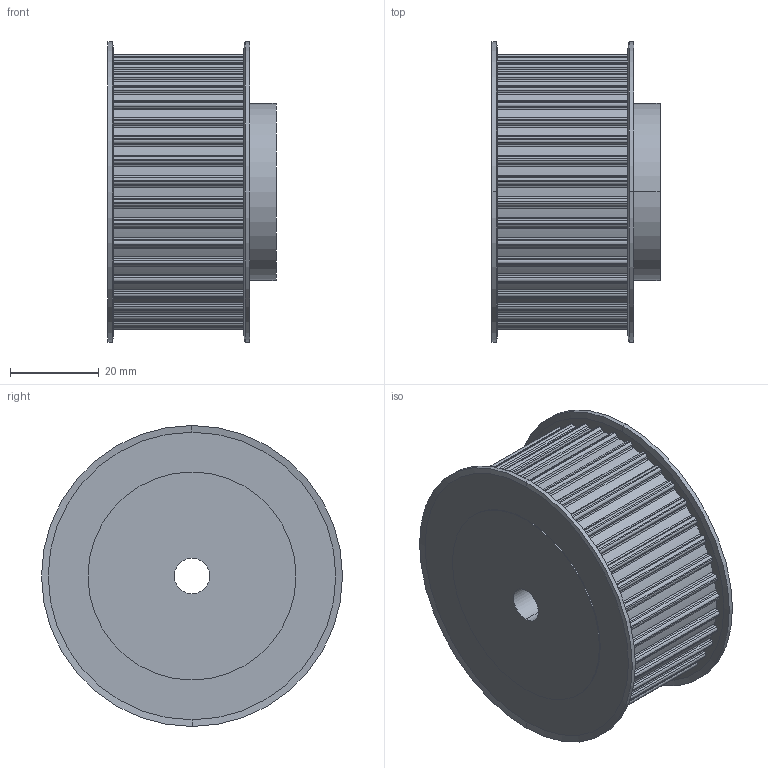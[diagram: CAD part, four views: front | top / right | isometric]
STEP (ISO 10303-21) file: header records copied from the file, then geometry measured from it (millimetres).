
FILE_DESCRIPTION(('STEP AP214'),'1');
FILE_NAME('cctmp_A37145E0-9EB3-4DE1-9D2E-B6FE8064EB0B_2021_1_7_11_45_26_350..stp','2021-01-07T10:45:26',('Mulco-Europe EWIV'),('CADClick - www.CADClick.com'),'Spatial InterOp 3D',' ','unknown authorization');
FILE_SCHEMA(('AUTOMOTIVE_DESIGN'));
Length unit declared in the file: millimetre
Products named in the file (1): 2021_01_07__11-45-26-334
Bounding box: 38 x 68 x 68 mm (x, y, z)
Volume: 99966 mm3; surface area: 17786.3 mm2
Topology: 1 solids, 1 shells, 347 faces, 1012 edges, 672 vertices
Faces by surface type: cylinder 252, plane 87, cone 8
Entity records: 14538 total; most frequent: DIRECTION 2220, CARTESIAN_POINT 2032, ORIENTED_EDGE 2024, EDGE_CURVE 1012, AXIS2_PLACEMENT_3D 860, VERTEX_POINT 672, CIRCLE 512, LINE 500
